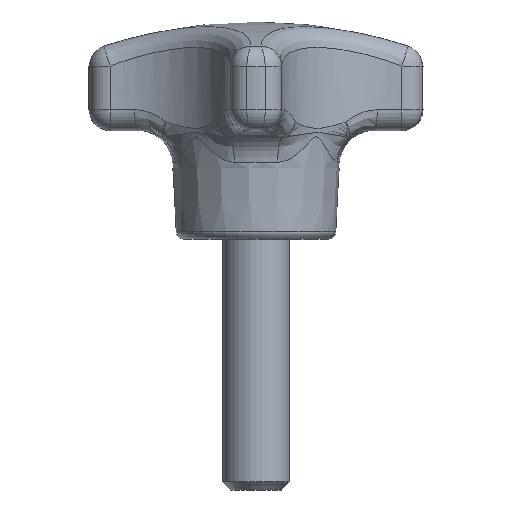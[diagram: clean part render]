
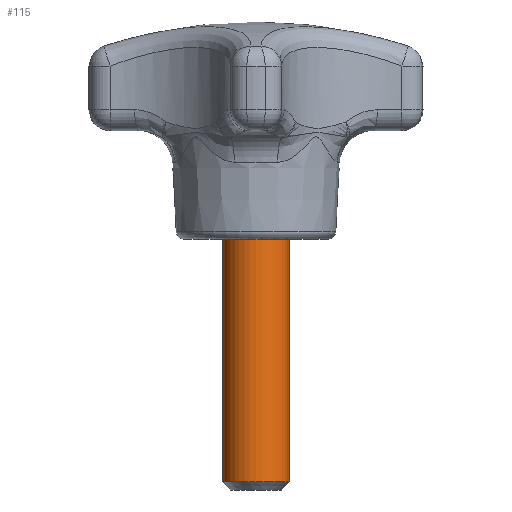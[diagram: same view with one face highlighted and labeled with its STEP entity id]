
A CAD part, front view. The second image highlights one B-rep face of the part: STEP entity #115.
In plain terms, the highlighted cylindrical face has radius 4 mm (diameter 8 mm), a full revolution.
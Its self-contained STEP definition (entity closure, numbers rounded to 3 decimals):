
#115 = ADVANCED_FACE( '', ( #314, #315 ), #316, .T. );
#314 = FACE_OUTER_BOUND( '', #599, .T. );
#315 = FACE_OUTER_BOUND( '', #600, .T. );
#316 = CYLINDRICAL_SURFACE( '', #601, 4. );
#599 = EDGE_LOOP( '', ( #8256 ) );
#600 = EDGE_LOOP( '', ( #8257 ) );
#601 = AXIS2_PLACEMENT_3D( '', #8258, #8259, #8260 );
#8256 = ORIENTED_EDGE( '', *, *, #8894, .T. );
#8257 = ORIENTED_EDGE( '', *, *, #8895, .T. );
#8258 = CARTESIAN_POINT( '', ( 0., 0., -30. ) );
#8259 = DIRECTION( '', ( 0., 0., -1. ) );
#8260 = DIRECTION( '', ( 1., 0., 0. ) );
#8894 = EDGE_CURVE( '', #9170, #9170, #9171, .F. );
#8895 = EDGE_CURVE( '', #9172, #9172, #9173, .F. );
#9170 = VERTEX_POINT( '', #9547 );
#9171 = CIRCLE( '', #9548, 4. );
#9172 = VERTEX_POINT( '', #9549 );
#9173 = CIRCLE( '', #9550, 4. );
#9547 = CARTESIAN_POINT( '', ( -4., 0., -29. ) );
#9548 = AXIS2_PLACEMENT_3D( '', #11843, #11844, #11845 );
#9549 = CARTESIAN_POINT( '', ( 4., 0., 0. ) );
#9550 = AXIS2_PLACEMENT_3D( '', #11846, #11847, #11848 );
#11843 = CARTESIAN_POINT( '', ( 0., 0., -29. ) );
#11844 = DIRECTION( '', ( 0., 0., -1. ) );
#11845 = DIRECTION( '', ( -1., 0., 0. ) );
#11846 = CARTESIAN_POINT( '', ( 0., 0., 0. ) );
#11847 = DIRECTION( '', ( 0., 0., 1. ) );
#11848 = DIRECTION( '', ( 1., 0., 0. ) );
